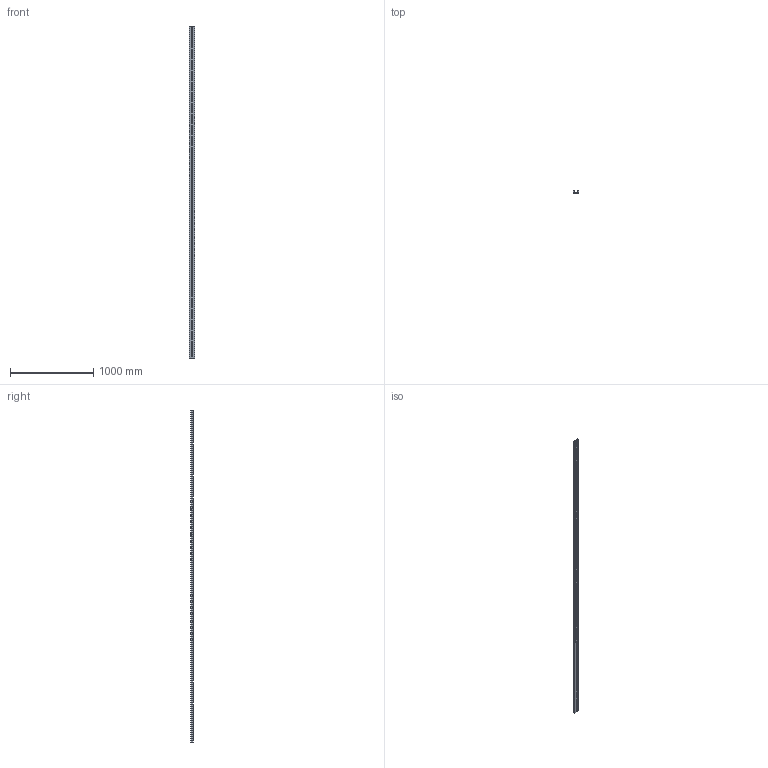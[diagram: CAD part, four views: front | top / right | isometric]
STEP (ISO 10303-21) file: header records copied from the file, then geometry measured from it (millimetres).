
FILE_DESCRIPTION (( 'STEP AP203' ), '1' );
FILE_NAME ('Z69 Ïðîôèëüíûå ðåëüñîâûå íàïðàâëÿþùèå SGR25.step', '2026-03-19T06:54:09', ( '' ), ( '' ), 'SwSTEP 2.0', 'SolidWorks 2026', '' );
FILE_SCHEMA (( 'CONFIG_CONTROL_DESIGN' ));
Length unit declared in the file: millimetre
Products named in the file (2): Z69 Профильные рельсовые направляющие SGR25_00; Z69 Профильные рельсовые направляющие SGR25
Assembly tree (1 placements, depth 2):
  Z69 Профильные рельсовые направляющие SGR25
    Z69 Профильные рельсовые направляющие SGR25_00
Bounding box: 70 x 25.8 x 4000 mm (x, y, z)
Volume: 5067136.9 mm3; surface area: 1220729.4 mm2
Topology: 3 solids, 3 shells, 269 faces, 723 edges, 460 vertices
Faces by surface type: cylinder 149, plane 120
Entity records: 8771 total; most frequent: CARTESIAN_POINT 1852, ORIENTED_EDGE 1446, DIRECTION 1435, EDGE_CURVE 723, AXIS2_PLACEMENT_3D 571, VERTEX_POINT 460, EDGE_LOOP 335, CIRCLE 298
